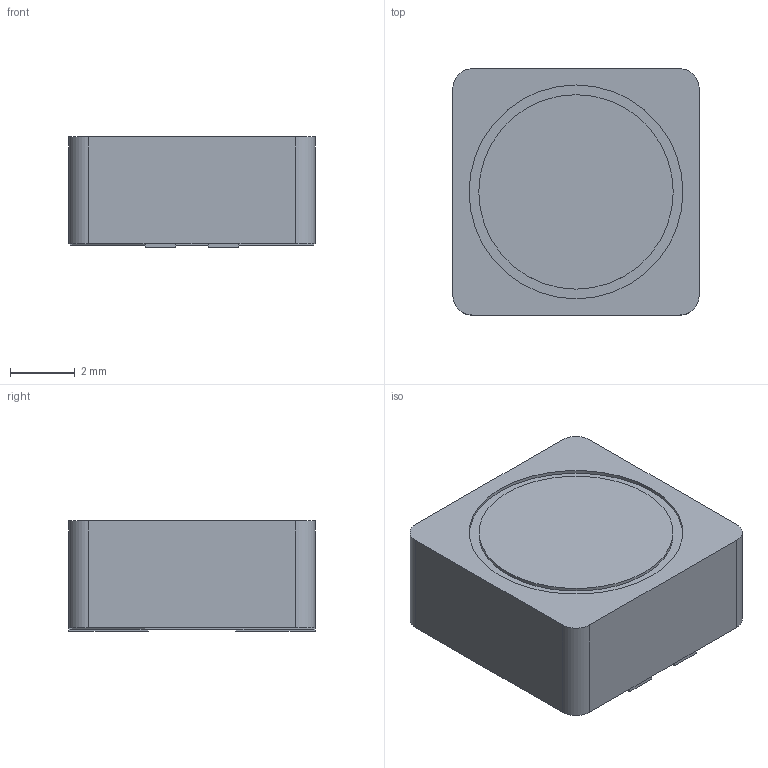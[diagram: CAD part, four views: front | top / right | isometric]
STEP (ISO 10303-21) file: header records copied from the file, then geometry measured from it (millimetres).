
FILE_DESCRIPTION(('FreeCAD Model'),'2;1');
FILE_NAME('Bourns_SRF0703-100M_v1.step','2019-08-20T11:39:23',( 'kicad StepUp'),('ksu MCAD'),'Open CASCADE STEP processor 7.2', 'FreeCAD','Unknown');
FILE_SCHEMA(('AUTOMOTIVE_DESIGN { 1 0 10303 214 1 1 1 1 }'));
Length unit declared in the file: millimetre
Products named in the file (1): Bourns_SRF0703
Bounding box: 7.6 x 7.6 x 3.4 mm (x, y, z)
Volume: 191.7 mm3; surface area: 218.7 mm2
Topology: 1 solids, 1 shells, 80 faces, 204 edges, 128 vertices
Faces by surface type: plane 73, cylinder 7
Full cylindrical faces by diameter (mm): 0.7 x1, 6 x1, 6.6 x1
Entity records: 2928 total; most frequent: CARTESIAN_POINT 413, ORIENTED_EDGE 408, DIRECTION 382, EDGE_CURVE 204, LINE 188, VECTOR 188, VERTEX_POINT 128, AXIS2_PLACEMENT_3D 97
